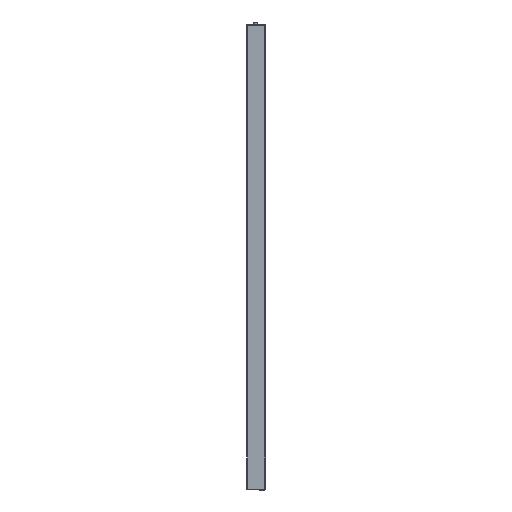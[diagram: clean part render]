
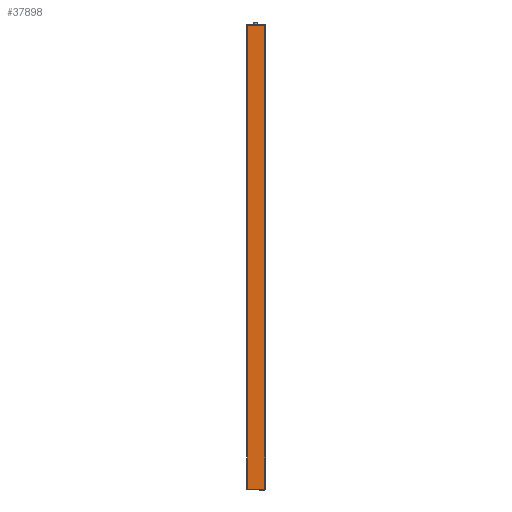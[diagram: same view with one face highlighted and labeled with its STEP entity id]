
A CAD part, left-side view. The second image highlights one B-rep face of the part: STEP entity #37898.
In plain terms, the highlighted planar face has unit normal (-1, 0.024, 0).
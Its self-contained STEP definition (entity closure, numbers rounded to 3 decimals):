
#746 = CARTESIAN_POINT ( 'NONE',  ( -7.227, 36.312, -479.5 ) ) ;
#2766 = DIRECTION ( 'NONE',  ( 0.024, 1., 0. ) ) ;
#2887 = VECTOR ( 'NONE', #24121, 1000. ) ;
#3777 = EDGE_CURVE ( 'NONE', #53857, #53933, #27633, .T. ) ;
#4170 = ORIENTED_EDGE ( 'NONE', *, *, #3777, .T. ) ;
#8671 = DIRECTION ( 'NONE',  ( 1., -0.024, 0. ) ) ;
#11118 = VECTOR ( 'NONE', #2766, 1000. ) ;
#11975 = VECTOR ( 'NONE', #53600, 1000. ) ;
#12946 = DIRECTION ( 'NONE',  ( 0.024, 1., 0. ) ) ;
#15387 = EDGE_CURVE ( 'NONE', #19255, #53948, #40413, .T. ) ;
#15505 = ORIENTED_EDGE ( 'NONE', *, *, #15387, .F. ) ;
#16124 = AXIS2_PLACEMENT_3D ( 'NONE', #42679, #8671, #12946 ) ;
#17495 = CARTESIAN_POINT ( 'NONE',  ( -7.227, 36.312, 479.5 ) ) ;
#19048 = CARTESIAN_POINT ( 'NONE',  ( -8.102, -0.281, -479.5 ) ) ;
#19255 = VERTEX_POINT ( 'NONE', #44413 ) ;
#24121 = DIRECTION ( 'NONE',  ( 0.024, 1., 0. ) ) ;
#26745 = DIRECTION ( 'NONE',  ( 0., 0., 1. ) ) ;
#27633 = LINE ( 'NONE', #19048, #11975 ) ;
#30878 = EDGE_CURVE ( 'NONE', #53857, #19255, #35279, .T. ) ;
#31525 = ORIENTED_EDGE ( 'NONE', *, *, #54554, .T. ) ;
#33659 = VECTOR ( 'NONE', #26745, 1000. ) ;
#35279 = LINE ( 'NONE', #52683, #2887 ) ;
#37598 = CARTESIAN_POINT ( 'NONE',  ( -8.102, -0.281, 479.5 ) ) ;
#37898 = ADVANCED_FACE ( 'NONE', ( #47506 ), #52361, .F. ) ;
#38431 = LINE ( 'NONE', #37598, #11118 ) ;
#40413 = LINE ( 'NONE', #746, #33659 ) ;
#42093 = CARTESIAN_POINT ( 'NONE',  ( -8.102, -0.281, -479.5 ) ) ;
#42679 = CARTESIAN_POINT ( 'NONE',  ( -8.102, -0.281, -479.5 ) ) ;
#44413 = CARTESIAN_POINT ( 'NONE',  ( -7.227, 36.312, -479.5 ) ) ;
#46782 = ORIENTED_EDGE ( 'NONE', *, *, #30878, .F. ) ;
#47506 = FACE_OUTER_BOUND ( 'NONE', #55218, .T. ) ;
#48053 = CARTESIAN_POINT ( 'NONE',  ( -8.102, -0.281, 479.5 ) ) ;
#52361 = PLANE ( 'NONE',  #16124 ) ;
#52683 = CARTESIAN_POINT ( 'NONE',  ( -8.102, -0.281, -479.5 ) ) ;
#53600 = DIRECTION ( 'NONE',  ( 0., 0., 1. ) ) ;
#53857 = VERTEX_POINT ( 'NONE', #42093 ) ;
#53933 = VERTEX_POINT ( 'NONE', #48053 ) ;
#53948 = VERTEX_POINT ( 'NONE', #17495 ) ;
#54554 = EDGE_CURVE ( 'NONE', #53933, #53948, #38431, .T. ) ;
#55218 = EDGE_LOOP ( 'NONE', ( #31525, #15505, #46782, #4170 ) ) ;
